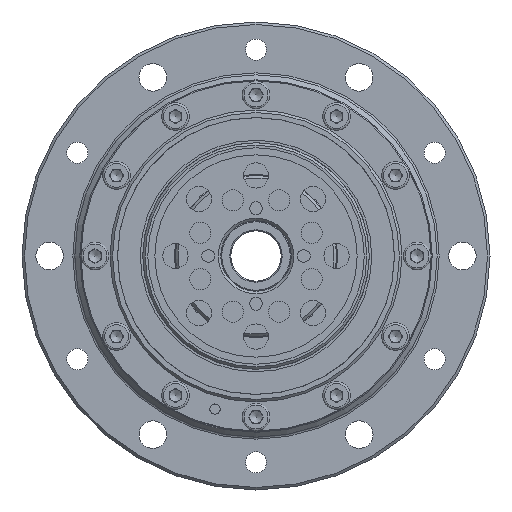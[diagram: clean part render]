
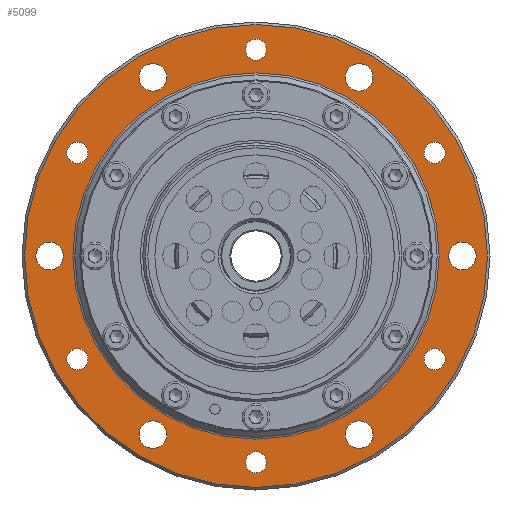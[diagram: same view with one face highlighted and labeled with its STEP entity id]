
A CAD part, left-side view. The second image highlights one B-rep face of the part: STEP entity #5099.
In plain terms, the highlighted planar face has unit normal (-1, 0, 0).
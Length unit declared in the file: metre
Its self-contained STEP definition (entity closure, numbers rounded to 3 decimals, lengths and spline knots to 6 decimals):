
#790=CIRCLE('',#6006,0.046);
#791=CIRCLE('',#6007,0.0364);
#792=CIRCLE('',#6008,0.00275);
#793=CIRCLE('',#6009,0.00275);
#794=CIRCLE('',#6010,0.00275);
#795=CIRCLE('',#6011,0.00275);
#796=CIRCLE('',#6012,0.00275);
#797=CIRCLE('',#6013,0.00275);
#798=CIRCLE('',#6014,0.0021);
#799=CIRCLE('',#6015,0.0021);
#800=CIRCLE('',#6016,0.0021);
#801=CIRCLE('',#6017,0.0021);
#802=CIRCLE('',#6018,0.0021);
#803=CIRCLE('',#6019,0.0021);
#1372=ORIENTED_EDGE('',*,*,#2271,.T.);
#1373=ORIENTED_EDGE('',*,*,#2272,.F.);
#1374=ORIENTED_EDGE('',*,*,#2273,.T.);
#1375=ORIENTED_EDGE('',*,*,#2274,.T.);
#1376=ORIENTED_EDGE('',*,*,#2275,.T.);
#1377=ORIENTED_EDGE('',*,*,#2276,.T.);
#1378=ORIENTED_EDGE('',*,*,#2277,.T.);
#1379=ORIENTED_EDGE('',*,*,#2278,.T.);
#1380=ORIENTED_EDGE('',*,*,#2279,.T.);
#1381=ORIENTED_EDGE('',*,*,#2280,.T.);
#1382=ORIENTED_EDGE('',*,*,#2281,.T.);
#1383=ORIENTED_EDGE('',*,*,#2282,.T.);
#1384=ORIENTED_EDGE('',*,*,#2283,.T.);
#1385=ORIENTED_EDGE('',*,*,#2284,.T.);
#2271=EDGE_CURVE('',#2772,#2772,#790,.T.);
#2272=EDGE_CURVE('',#2773,#2773,#791,.T.);
#2273=EDGE_CURVE('',#2774,#2774,#792,.T.);
#2274=EDGE_CURVE('',#2775,#2775,#793,.T.);
#2275=EDGE_CURVE('',#2776,#2776,#794,.T.);
#2276=EDGE_CURVE('',#2777,#2777,#795,.T.);
#2277=EDGE_CURVE('',#2778,#2778,#796,.T.);
#2278=EDGE_CURVE('',#2779,#2779,#797,.T.);
#2279=EDGE_CURVE('',#2780,#2780,#798,.T.);
#2280=EDGE_CURVE('',#2781,#2781,#799,.T.);
#2281=EDGE_CURVE('',#2782,#2782,#800,.T.);
#2282=EDGE_CURVE('',#2783,#2783,#801,.T.);
#2283=EDGE_CURVE('',#2784,#2784,#802,.T.);
#2284=EDGE_CURVE('',#2785,#2785,#803,.T.);
#2772=VERTEX_POINT('',#8786);
#2773=VERTEX_POINT('',#8788);
#2774=VERTEX_POINT('',#8790);
#2775=VERTEX_POINT('',#8792);
#2776=VERTEX_POINT('',#8794);
#2777=VERTEX_POINT('',#8796);
#2778=VERTEX_POINT('',#8798);
#2779=VERTEX_POINT('',#8800);
#2780=VERTEX_POINT('',#8802);
#2781=VERTEX_POINT('',#8804);
#2782=VERTEX_POINT('',#8806);
#2783=VERTEX_POINT('',#8808);
#2784=VERTEX_POINT('',#8810);
#2785=VERTEX_POINT('',#8812);
#3571=EDGE_LOOP('',(#1372));
#3572=EDGE_LOOP('',(#1373));
#3573=EDGE_LOOP('',(#1374));
#3574=EDGE_LOOP('',(#1375));
#3575=EDGE_LOOP('',(#1376));
#3576=EDGE_LOOP('',(#1377));
#3577=EDGE_LOOP('',(#1378));
#3578=EDGE_LOOP('',(#1379));
#3579=EDGE_LOOP('',(#1380));
#3580=EDGE_LOOP('',(#1381));
#3581=EDGE_LOOP('',(#1382));
#3582=EDGE_LOOP('',(#1383));
#3583=EDGE_LOOP('',(#1384));
#3584=EDGE_LOOP('',(#1385));
#4327=FACE_BOUND('',#3571,.T.);
#4328=FACE_BOUND('',#3572,.T.);
#4329=FACE_BOUND('',#3573,.T.);
#4330=FACE_BOUND('',#3574,.T.);
#4331=FACE_BOUND('',#3575,.T.);
#4332=FACE_BOUND('',#3576,.T.);
#4333=FACE_BOUND('',#3577,.T.);
#4334=FACE_BOUND('',#3578,.T.);
#4335=FACE_BOUND('',#3579,.T.);
#4336=FACE_BOUND('',#3580,.T.);
#4337=FACE_BOUND('',#3581,.T.);
#4338=FACE_BOUND('',#3582,.T.);
#4339=FACE_BOUND('',#3583,.T.);
#4340=FACE_BOUND('',#3584,.T.);
#4930=PLANE('',#6005);
#5099=ADVANCED_FACE('',(#4327,#4328,#4329,#4330,#4331,#4332,#4333,#4334,
#4335,#4336,#4337,#4338,#4339,#4340),#4930,.F.);
#6005=AXIS2_PLACEMENT_3D('',#8784,#7094,#7095);
#6006=AXIS2_PLACEMENT_3D('',#8785,#7096,#7097);
#6007=AXIS2_PLACEMENT_3D('',#8787,#7098,#7099);
#6008=AXIS2_PLACEMENT_3D('',#8789,#7100,#7101);
#6009=AXIS2_PLACEMENT_3D('',#8791,#7102,#7103);
#6010=AXIS2_PLACEMENT_3D('',#8793,#7104,#7105);
#6011=AXIS2_PLACEMENT_3D('',#8795,#7106,#7107);
#6012=AXIS2_PLACEMENT_3D('',#8797,#7108,#7109);
#6013=AXIS2_PLACEMENT_3D('',#8799,#7110,#7111);
#6014=AXIS2_PLACEMENT_3D('',#8801,#7112,#7113);
#6015=AXIS2_PLACEMENT_3D('',#8803,#7114,#7115);
#6016=AXIS2_PLACEMENT_3D('',#8805,#7116,#7117);
#6017=AXIS2_PLACEMENT_3D('',#8807,#7118,#7119);
#6018=AXIS2_PLACEMENT_3D('',#8809,#7120,#7121);
#6019=AXIS2_PLACEMENT_3D('',#8811,#7122,#7123);
#7094=DIRECTION('',(1.,0.,0.));
#7095=DIRECTION('',(0.,0.,-1.));
#7096=DIRECTION('',(-1.,0.,0.));
#7097=DIRECTION('',(0.,0.,1.));
#7098=DIRECTION('',(-1.,0.,0.));
#7099=DIRECTION('',(0.,0.,1.));
#7100=DIRECTION('',(1.,0.,0.));
#7101=DIRECTION('',(0.,0.,-1.));
#7102=DIRECTION('',(1.,0.,0.));
#7103=DIRECTION('',(0.,0.,-1.));
#7104=DIRECTION('',(1.,0.,0.));
#7105=DIRECTION('',(0.,0.,-1.));
#7106=DIRECTION('',(1.,0.,0.));
#7107=DIRECTION('',(0.,0.,-1.));
#7108=DIRECTION('',(1.,0.,0.));
#7109=DIRECTION('',(0.,0.,-1.));
#7110=DIRECTION('',(1.,0.,0.));
#7111=DIRECTION('',(0.,0.,-1.));
#7112=DIRECTION('',(1.,0.,0.));
#7113=DIRECTION('',(0.,0.,-1.));
#7114=DIRECTION('',(1.,0.,0.));
#7115=DIRECTION('',(0.,0.,-1.));
#7116=DIRECTION('',(1.,0.,0.));
#7117=DIRECTION('',(0.,0.,-1.));
#7118=DIRECTION('',(1.,0.,0.));
#7119=DIRECTION('',(0.,0.,-1.));
#7120=DIRECTION('',(1.,0.,0.));
#7121=DIRECTION('',(0.,0.,-1.));
#7122=DIRECTION('',(1.,0.,0.));
#7123=DIRECTION('',(0.,0.,-1.));
#8784=CARTESIAN_POINT('',(0.0137,0.046,0.));
#8785=CARTESIAN_POINT('',(0.0137,0.,0.));
#8786=CARTESIAN_POINT('',(0.0137,0.,0.046));
#8787=CARTESIAN_POINT('',(0.0137,0.,0.));
#8788=CARTESIAN_POINT('',(0.0137,0.,0.0364));
#8789=CARTESIAN_POINT('',(0.0137,0.041,0.));
#8790=CARTESIAN_POINT('',(0.0137,0.041,-0.00275));
#8791=CARTESIAN_POINT('',(0.0137,0.0205,-0.035507));
#8792=CARTESIAN_POINT('',(0.0137,0.0205,-0.038257));
#8793=CARTESIAN_POINT('',(0.0137,-0.0205,-0.035507));
#8794=CARTESIAN_POINT('',(0.0137,-0.0205,-0.038257));
#8795=CARTESIAN_POINT('',(0.0137,-0.041,0.));
#8796=CARTESIAN_POINT('',(0.0137,-0.041,-0.00275));
#8797=CARTESIAN_POINT('',(0.0137,-0.0205,0.035507));
#8798=CARTESIAN_POINT('',(0.0137,-0.0205,0.032757));
#8799=CARTESIAN_POINT('',(0.0137,0.0205,0.035507));
#8800=CARTESIAN_POINT('',(0.0137,0.0205,0.032757));
#8801=CARTESIAN_POINT('',(0.0137,0.035507,-0.0205));
#8802=CARTESIAN_POINT('',(0.0137,0.035507,-0.0226));
#8803=CARTESIAN_POINT('',(0.0137,0.,-0.041));
#8804=CARTESIAN_POINT('',(0.0137,0.,-0.0431));
#8805=CARTESIAN_POINT('',(0.0137,-0.035507,-0.0205));
#8806=CARTESIAN_POINT('',(0.0137,-0.035507,-0.0226));
#8807=CARTESIAN_POINT('',(0.0137,-0.035507,0.0205));
#8808=CARTESIAN_POINT('',(0.0137,-0.035507,0.0184));
#8809=CARTESIAN_POINT('',(0.0137,0.,0.041));
#8810=CARTESIAN_POINT('',(0.0137,0.,0.0389));
#8811=CARTESIAN_POINT('',(0.0137,0.035507,0.0205));
#8812=CARTESIAN_POINT('',(0.0137,0.035507,0.0184));
